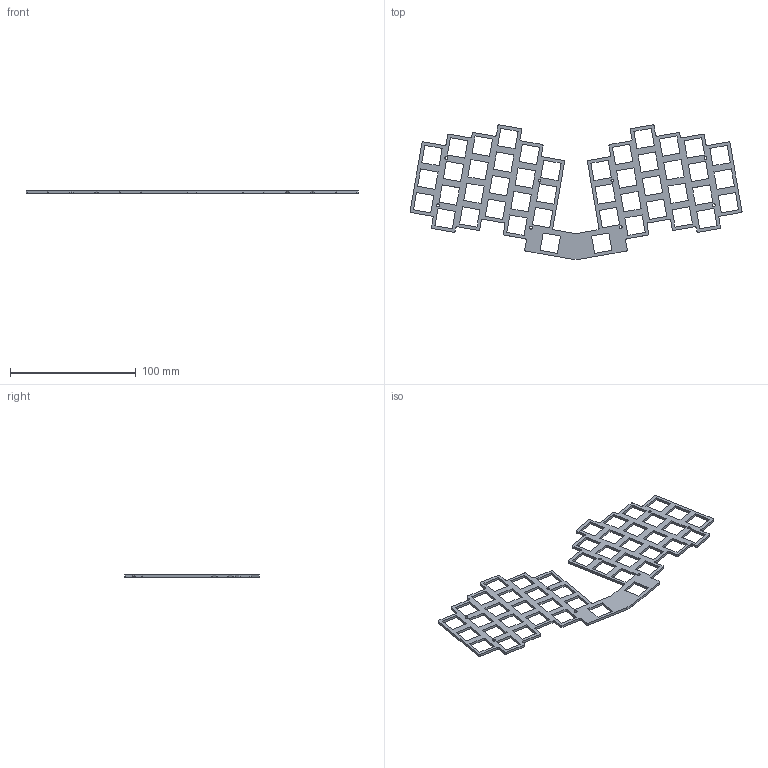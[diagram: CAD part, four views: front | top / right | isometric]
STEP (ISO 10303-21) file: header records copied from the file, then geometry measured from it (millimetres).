
FILE_DESCRIPTION(/* description */ (''),/* implementation_level */ '2;1');
FILE_NAME(/* name */ 'switch_plate.step',/* time_stamp */ '2023-09-25T22:26:44+09:00',/* author */ (''),/* organization */ (''),/* preprocessor_version */ 'ST-DEVELOPER v20',/* originating_system */ 'Autodesk Translation Framework v12.9.0.99',/* authorisation */ '');
FILE_SCHEMA (('AUTOMOTIVE_DESIGN { 1 0 10303 214 3 1 1 }'));
Length unit declared in the file: millimetre
Products named in the file (1): switch_plate
Bounding box: 264.18 x 106.88 x 2 mm (x, y, z)
Volume: 16990 mm3; surface area: 24086.6 mm2
Topology: 1 solids, 1 shells, 296 faces, 882 edges, 588 vertices
Faces by surface type: plane 237, cylinder 59
Full cylindrical faces by diameter (mm): 2.23 x8
Entity records: 10100 total; most frequent: CARTESIAN_POINT 1767, ORIENTED_EDGE 1764, DIRECTION 1594, EDGE_CURVE 882, LINE 764, VECTOR 764, VERTEX_POINT 588, AXIS2_PLACEMENT_3D 415
